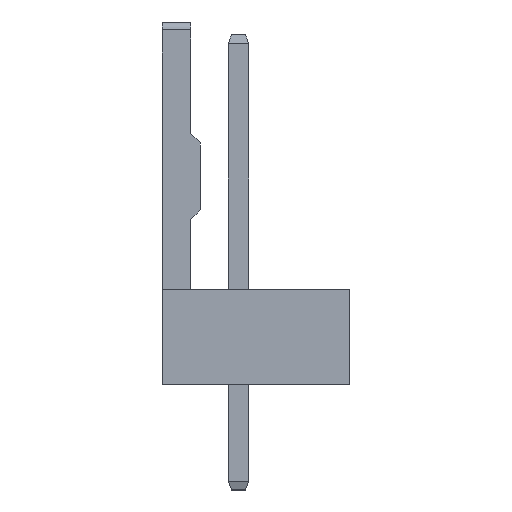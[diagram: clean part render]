
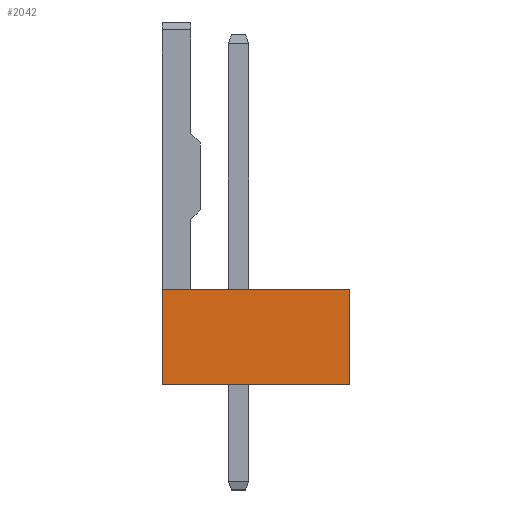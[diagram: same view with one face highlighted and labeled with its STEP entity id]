
A CAD part, left-side view. The second image highlights one B-rep face of the part: STEP entity #2042.
In plain terms, the highlighted planar face has unit normal (-1, 0, 0).
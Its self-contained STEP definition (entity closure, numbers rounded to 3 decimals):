
#165=FACE_OUTER_BOUND('',#275,.T.);
#275=EDGE_LOOP('',(#1536,#1537,#1538,#1539));
#444=LINE('',#3119,#698);
#450=LINE('',#3133,#704);
#456=LINE('',#3143,#710);
#469=LINE('',#3170,#723);
#698=VECTOR('',#2567,1000.);
#704=VECTOR('',#2579,1000.);
#710=VECTOR('',#2587,1000.);
#723=VECTOR('',#2612,1000.);
#916=VERTEX_POINT('',#3116);
#917=VERTEX_POINT('',#3118);
#921=VERTEX_POINT('',#3130);
#922=VERTEX_POINT('',#3132);
#1119=EDGE_CURVE('',#916,#917,#444,.T.);
#1126=EDGE_CURVE('',#922,#921,#450,.T.);
#1132=EDGE_CURVE('',#921,#917,#456,.T.);
#1145=EDGE_CURVE('',#916,#922,#469,.T.);
#1536=ORIENTED_EDGE('',*,*,#1132,.T.);
#1537=ORIENTED_EDGE('',*,*,#1119,.F.);
#1538=ORIENTED_EDGE('',*,*,#1145,.T.);
#1539=ORIENTED_EDGE('',*,*,#1126,.T.);
#1827=PLANE('',#2279);
#2042=ADVANCED_FACE('',(#165),#1827,.T.);
#2279=AXIS2_PLACEMENT_3D('',#3171,#2613,#2614);
#2567=DIRECTION('',(0.,0.,1.));
#2579=DIRECTION('',(0.,0.,1.));
#2587=DIRECTION('',(0.,1.,0.));
#2612=DIRECTION('',(0.,-1.,0.));
#2613=DIRECTION('center_axis',(-1.,0.,0.));
#2614=DIRECTION('ref_axis',(0.,0.,1.));
#3116=CARTESIAN_POINT('',(-1.27,2.4,0.));
#3118=CARTESIAN_POINT('',(-1.27,2.4,3.));
#3119=CARTESIAN_POINT('',(-1.27,2.4,0.));
#3130=CARTESIAN_POINT('',(-1.27,-3.5,3.));
#3132=CARTESIAN_POINT('',(-1.27,-3.5,0.));
#3133=CARTESIAN_POINT('',(-1.27,-3.5,0.));
#3143=CARTESIAN_POINT('',(-1.27,2.4,3.));
#3170=CARTESIAN_POINT('',(-1.27,2.4,0.));
#3171=CARTESIAN_POINT('Origin',(-1.27,2.4,0.));
